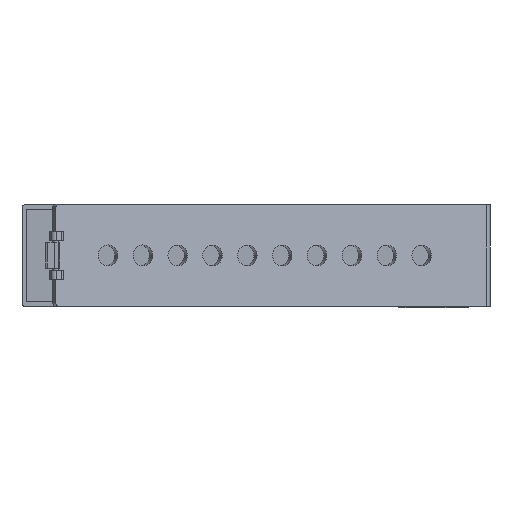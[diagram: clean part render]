
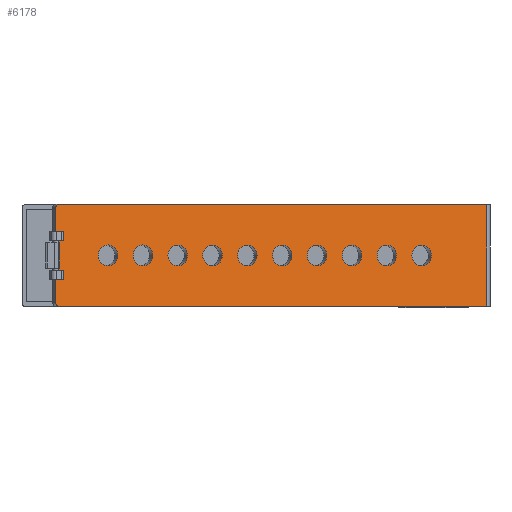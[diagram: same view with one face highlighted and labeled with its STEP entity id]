
A CAD part, top view. The second image highlights one B-rep face of the part: STEP entity #6178.
In plain terms, the highlighted face is planar.
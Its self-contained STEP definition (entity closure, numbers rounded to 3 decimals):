
#41=FACE_BOUND('',#1211,.T.);
#42=FACE_BOUND('',#1212,.T.);
#43=FACE_BOUND('',#1213,.T.);
#44=FACE_BOUND('',#1214,.T.);
#45=FACE_BOUND('',#1215,.T.);
#46=FACE_BOUND('',#1216,.T.);
#47=FACE_BOUND('',#1217,.T.);
#48=FACE_BOUND('',#1218,.T.);
#49=FACE_BOUND('',#1219,.T.);
#50=FACE_BOUND('',#1220,.T.);
#753=PLANE('',#6587);
#866=FACE_OUTER_BOUND('',#1210,.T.);
#1210=EDGE_LOOP('',(#4300,#4301,#4302,#4303,#4304,#4305,#4306,#4307,#4308,
#4309,#4310,#4311,#4312,#4313));
#1211=EDGE_LOOP('',(#4314));
#1212=EDGE_LOOP('',(#4315));
#1213=EDGE_LOOP('',(#4316));
#1214=EDGE_LOOP('',(#4317));
#1215=EDGE_LOOP('',(#4318));
#1216=EDGE_LOOP('',(#4319));
#1217=EDGE_LOOP('',(#4320));
#1218=EDGE_LOOP('',(#4321));
#1219=EDGE_LOOP('',(#4322));
#1220=EDGE_LOOP('',(#4323));
#1586=LINE('',#7834,#2061);
#1593=LINE('',#7933,#2068);
#1608=LINE('',#7988,#2083);
#1611=LINE('',#7996,#2086);
#1613=LINE('',#8000,#2088);
#1614=LINE('',#8004,#2089);
#1615=LINE('',#8006,#2090);
#1616=LINE('',#8007,#2091);
#1617=LINE('',#8009,#2092);
#1618=LINE('',#8011,#2093);
#1619=LINE('',#8012,#2094);
#1620=LINE('',#8014,#2095);
#2061=VECTOR('',#6810,10.);
#2068=VECTOR('',#6827,10.);
#2083=VECTOR('',#6884,10.);
#2086=VECTOR('',#6891,10.);
#2088=VECTOR('',#6895,10.);
#2089=VECTOR('',#6898,10.);
#2090=VECTOR('',#6899,10.);
#2091=VECTOR('',#6900,10.);
#2092=VECTOR('',#6901,10.);
#2093=VECTOR('',#6902,10.);
#2094=VECTOR('',#6903,10.);
#2095=VECTOR('',#6904,10.);
#2545=CIRCLE('',#6588,2.);
#2546=CIRCLE('',#6589,2.);
#2547=CIRCLE('',#6590,5.6);
#2548=CIRCLE('',#6591,5.6);
#2549=CIRCLE('',#6592,5.6);
#2550=CIRCLE('',#6593,5.6);
#2551=CIRCLE('',#6594,5.6);
#2552=CIRCLE('',#6595,5.6);
#2553=CIRCLE('',#6596,5.6);
#2554=CIRCLE('',#6597,5.6);
#2555=CIRCLE('',#6598,5.6);
#2556=CIRCLE('',#6599,5.6);
#2622=VERTEX_POINT('',#7831);
#2623=VERTEX_POINT('',#7833);
#2635=VERTEX_POINT('',#7930);
#2636=VERTEX_POINT('',#7932);
#2653=VERTEX_POINT('',#7984);
#2655=VERTEX_POINT('',#7987);
#2658=VERTEX_POINT('',#7994);
#2659=VERTEX_POINT('',#7999);
#2660=VERTEX_POINT('',#8001);
#2661=VERTEX_POINT('',#8003);
#2662=VERTEX_POINT('',#8005);
#2663=VERTEX_POINT('',#8008);
#2664=VERTEX_POINT('',#8010);
#2665=VERTEX_POINT('',#8013);
#2666=VERTEX_POINT('',#8016);
#2667=VERTEX_POINT('',#8018);
#2668=VERTEX_POINT('',#8020);
#2669=VERTEX_POINT('',#8022);
#2670=VERTEX_POINT('',#8024);
#2671=VERTEX_POINT('',#8026);
#2672=VERTEX_POINT('',#8028);
#2673=VERTEX_POINT('',#8030);
#2674=VERTEX_POINT('',#8032);
#2675=VERTEX_POINT('',#8034);
#3263=EDGE_CURVE('',#2623,#2622,#1586,.T.);
#3278=EDGE_CURVE('',#2636,#2635,#1593,.T.);
#3305=EDGE_CURVE('',#2655,#2653,#1608,.T.);
#3309=EDGE_CURVE('',#2658,#2653,#1611,.T.);
#3311=EDGE_CURVE('',#2658,#2659,#1613,.T.);
#3312=EDGE_CURVE('',#2660,#2659,#2545,.T.);
#3313=EDGE_CURVE('',#2660,#2661,#1614,.T.);
#3314=EDGE_CURVE('',#2661,#2662,#1615,.T.);
#3315=EDGE_CURVE('',#2662,#2623,#1616,.T.);
#3316=EDGE_CURVE('',#2622,#2663,#1617,.T.);
#3317=EDGE_CURVE('',#2663,#2664,#1618,.T.);
#3318=EDGE_CURVE('',#2664,#2636,#1619,.T.);
#3319=EDGE_CURVE('',#2635,#2665,#1620,.T.);
#3320=EDGE_CURVE('',#2655,#2665,#2546,.T.);
#3321=EDGE_CURVE('',#2666,#2666,#2547,.T.);
#3322=EDGE_CURVE('',#2667,#2667,#2548,.T.);
#3323=EDGE_CURVE('',#2668,#2668,#2549,.T.);
#3324=EDGE_CURVE('',#2669,#2669,#2550,.T.);
#3325=EDGE_CURVE('',#2670,#2670,#2551,.T.);
#3326=EDGE_CURVE('',#2671,#2671,#2552,.T.);
#3327=EDGE_CURVE('',#2672,#2672,#2553,.T.);
#3328=EDGE_CURVE('',#2673,#2673,#2554,.T.);
#3329=EDGE_CURVE('',#2674,#2674,#2555,.T.);
#3330=EDGE_CURVE('',#2675,#2675,#2556,.T.);
#4300=ORIENTED_EDGE('',*,*,#3309,.F.);
#4301=ORIENTED_EDGE('',*,*,#3311,.T.);
#4302=ORIENTED_EDGE('',*,*,#3312,.F.);
#4303=ORIENTED_EDGE('',*,*,#3313,.T.);
#4304=ORIENTED_EDGE('',*,*,#3314,.T.);
#4305=ORIENTED_EDGE('',*,*,#3315,.T.);
#4306=ORIENTED_EDGE('',*,*,#3263,.T.);
#4307=ORIENTED_EDGE('',*,*,#3316,.T.);
#4308=ORIENTED_EDGE('',*,*,#3317,.T.);
#4309=ORIENTED_EDGE('',*,*,#3318,.T.);
#4310=ORIENTED_EDGE('',*,*,#3278,.T.);
#4311=ORIENTED_EDGE('',*,*,#3319,.T.);
#4312=ORIENTED_EDGE('',*,*,#3320,.F.);
#4313=ORIENTED_EDGE('',*,*,#3305,.T.);
#4314=ORIENTED_EDGE('',*,*,#3321,.T.);
#4315=ORIENTED_EDGE('',*,*,#3322,.T.);
#4316=ORIENTED_EDGE('',*,*,#3323,.T.);
#4317=ORIENTED_EDGE('',*,*,#3324,.T.);
#4318=ORIENTED_EDGE('',*,*,#3325,.T.);
#4319=ORIENTED_EDGE('',*,*,#3326,.T.);
#4320=ORIENTED_EDGE('',*,*,#3327,.T.);
#4321=ORIENTED_EDGE('',*,*,#3328,.T.);
#4322=ORIENTED_EDGE('',*,*,#3329,.T.);
#4323=ORIENTED_EDGE('',*,*,#3330,.T.);
#6178=ADVANCED_FACE('',(#866,#41,#42,#43,#44,#45,#46,#47,#48,#49,#50),#753,
 .T.);
#6587=AXIS2_PLACEMENT_3D('',#7998,#6893,#6894);
#6588=AXIS2_PLACEMENT_3D('',#8002,#6896,#6897);
#6589=AXIS2_PLACEMENT_3D('',#8015,#6905,#6906);
#6590=AXIS2_PLACEMENT_3D('',#8017,#6907,#6908);
#6591=AXIS2_PLACEMENT_3D('',#8019,#6909,#6910);
#6592=AXIS2_PLACEMENT_3D('',#8021,#6911,#6912);
#6593=AXIS2_PLACEMENT_3D('',#8023,#6913,#6914);
#6594=AXIS2_PLACEMENT_3D('',#8025,#6915,#6916);
#6595=AXIS2_PLACEMENT_3D('',#8027,#6917,#6918);
#6596=AXIS2_PLACEMENT_3D('',#8029,#6919,#6920);
#6597=AXIS2_PLACEMENT_3D('',#8031,#6921,#6922);
#6598=AXIS2_PLACEMENT_3D('',#8033,#6923,#6924);
#6599=AXIS2_PLACEMENT_3D('',#8035,#6925,#6926);
#6810=DIRECTION('',(-1.,0.,0.));
#6827=DIRECTION('',(-1.,0.,0.));
#6884=DIRECTION('',(1.,0.,0.));
#6891=DIRECTION('',(0.,-1.,0.));
#6893=DIRECTION('center_axis',(0.,0.,1.));
#6894=DIRECTION('ref_axis',(1.,0.,0.));
#6895=DIRECTION('',(-1.,0.,0.));
#6896=DIRECTION('center_axis',(0.,0.,-1.));
#6897=DIRECTION('ref_axis',(-0.707,0.707,0.));
#6898=DIRECTION('',(0.,-1.,0.));
#6899=DIRECTION('',(1.,0.,0.));
#6900=DIRECTION('',(0.,-1.,0.));
#6901=DIRECTION('',(0.,-1.,0.));
#6902=DIRECTION('',(1.,0.,0.));
#6903=DIRECTION('',(0.,-1.,0.));
#6904=DIRECTION('',(0.,-1.,0.));
#6905=DIRECTION('center_axis',(0.,0.,-1.));
#6906=DIRECTION('ref_axis',(-0.707,-0.707,0.));
#6907=DIRECTION('center_axis',(0.,0.,-1.));
#6908=DIRECTION('ref_axis',(-1.,0.,0.));
#6909=DIRECTION('center_axis',(0.,0.,-1.));
#6910=DIRECTION('ref_axis',(-1.,0.,0.));
#6911=DIRECTION('center_axis',(0.,0.,-1.));
#6912=DIRECTION('ref_axis',(-1.,0.,0.));
#6913=DIRECTION('center_axis',(0.,0.,-1.));
#6914=DIRECTION('ref_axis',(-1.,0.,0.));
#6915=DIRECTION('center_axis',(0.,0.,-1.));
#6916=DIRECTION('ref_axis',(-1.,0.,0.));
#6917=DIRECTION('center_axis',(0.,0.,-1.));
#6918=DIRECTION('ref_axis',(-1.,0.,0.));
#6919=DIRECTION('center_axis',(0.,0.,-1.));
#6920=DIRECTION('ref_axis',(-1.,0.,0.));
#6921=DIRECTION('center_axis',(0.,0.,-1.));
#6922=DIRECTION('ref_axis',(-1.,0.,0.));
#6923=DIRECTION('center_axis',(0.,0.,-1.));
#6924=DIRECTION('ref_axis',(-1.,0.,0.));
#6925=DIRECTION('center_axis',(0.,0.,-1.));
#6926=DIRECTION('ref_axis',(-1.,0.,0.));
#7831=CARTESIAN_POINT('',(-125.,8.,65.));
#7833=CARTESIAN_POINT('',(-122.,8.,65.));
#7834=CARTESIAN_POINT('',(-1.,8.,65.));
#7930=CARTESIAN_POINT('',(-125.,-13.,65.));
#7932=CARTESIAN_POINT('',(-122.,-13.,65.));
#7933=CARTESIAN_POINT('',(-1.,-13.,65.));
#7984=CARTESIAN_POINT('',(122.5,-27.5,65.));
#7987=CARTESIAN_POINT('',(-123.,-27.5,65.));
#7988=CARTESIAN_POINT('',(-125.,-27.5,65.));
#7994=CARTESIAN_POINT('',(122.5,27.5,65.));
#7996=CARTESIAN_POINT('',(122.5,-13.75,65.));
#7998=CARTESIAN_POINT('Origin',(0.,0.,
65.));
#7999=CARTESIAN_POINT('',(-123.,27.5,65.));
#8000=CARTESIAN_POINT('',(125.,27.5,65.));
#8001=CARTESIAN_POINT('',(-125.,25.5,65.));
#8002=CARTESIAN_POINT('Origin',(-123.,25.5,65.));
#8003=CARTESIAN_POINT('',(-125.,13.,65.));
#8004=CARTESIAN_POINT('',(-125.,27.5,65.));
#8005=CARTESIAN_POINT('',(-122.,13.,65.));
#8006=CARTESIAN_POINT('',(-1.,13.,65.));
#8007=CARTESIAN_POINT('',(-122.,4.,65.));
#8008=CARTESIAN_POINT('',(-125.,-8.,65.));
#8009=CARTESIAN_POINT('',(-125.,27.5,65.));
#8010=CARTESIAN_POINT('',(-122.,-8.,65.));
#8011=CARTESIAN_POINT('',(-1.,-8.,65.));
#8012=CARTESIAN_POINT('',(-122.,-4.,65.));
#8013=CARTESIAN_POINT('',(-125.,-25.5,65.));
#8014=CARTESIAN_POINT('',(-125.,27.5,65.));
#8015=CARTESIAN_POINT('Origin',(-123.,-25.5,65.));
#8016=CARTESIAN_POINT('',(-89.4,0.,65.));
#8017=CARTESIAN_POINT('Origin',(-95.,0.,
65.));
#8018=CARTESIAN_POINT('',(-9.4,0.,65.));
#8019=CARTESIAN_POINT('Origin',(-15.,0.,
65.));
#8020=CARTESIAN_POINT('',(70.6,0.,65.));
#8021=CARTESIAN_POINT('Origin',(65.,0.,
65.));
#8022=CARTESIAN_POINT('',(50.6,0.,65.));
#8023=CARTESIAN_POINT('Origin',(45.,0.,
65.));
#8024=CARTESIAN_POINT('',(-29.4,0.,65.));
#8025=CARTESIAN_POINT('Origin',(-35.,0.,
65.));
#8026=CARTESIAN_POINT('',(-69.4,0.,65.));
#8027=CARTESIAN_POINT('Origin',(-75.,0.,
65.));
#8028=CARTESIAN_POINT('',(30.6,0.,65.));
#8029=CARTESIAN_POINT('Origin',(25.,0.,
65.));
#8030=CARTESIAN_POINT('',(90.6,0.,65.));
#8031=CARTESIAN_POINT('Origin',(85.,0.,
65.));
#8032=CARTESIAN_POINT('',(10.6,0.,65.));
#8033=CARTESIAN_POINT('Origin',(5.,0.,
65.));
#8034=CARTESIAN_POINT('',(-49.4,0.,65.));
#8035=CARTESIAN_POINT('Origin',(-55.,0.,
65.));
